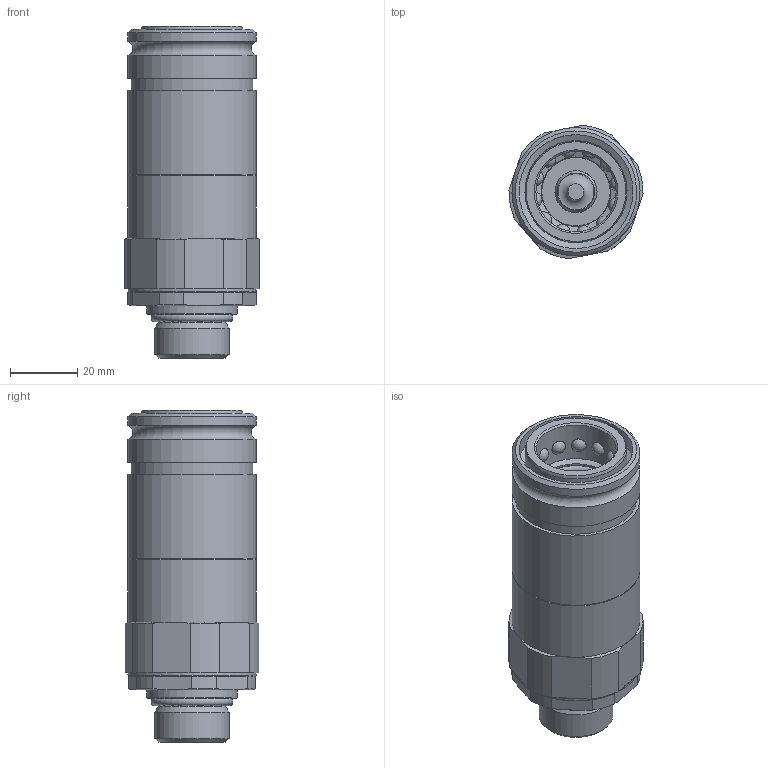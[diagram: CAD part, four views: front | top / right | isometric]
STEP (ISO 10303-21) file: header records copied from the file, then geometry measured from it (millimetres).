
FILE_DESCRIPTION((''),'2;1');
FILE_NAME('4293222F.stp','2013-03-21T11:39:15',('User'),(''),'Autodesk Inventor 2012','Autodesk Inventor 2012','');
FILE_SCHEMA(('AUTOMOTIVE_DESIGN { 1 0 10303 214 1 1 1 1 }'));
Length unit declared in the file: millimetre
Products named in the file (1): 4293222F
Bounding box: 39.78 x 39.57 x 98.5 mm (x, y, z)
Volume: 46500.8 mm3; surface area: 28556 mm2
Topology: 13 solids, 13 shells, 152 faces, 366 edges, 229 vertices
Faces by surface type: plane 49, cylinder 47, cone 34, sphere 12, torus 10
Full cylindrical faces by diameter (mm): 4.7 x1, 5 x12, 12.5 x2, 19.85 x1, 20.6 x2, 22 x1, 23.8 x1, 25 x2, 26.9 x1, 30 x1, 30.15 x1, 30.3 x2, 33.8 x2, 36 x1, 38 x5
Entity records: 4572 total; most frequent: CARTESIAN_POINT 1457, DIRECTION 634, ORIENTED_EDGE 490, AXIS2_PLACEMENT_3D 290, EDGE_LOOP 266, EDGE_CURVE 245, VERTEX_POINT 207, FACE_OUTER_BOUND 152
